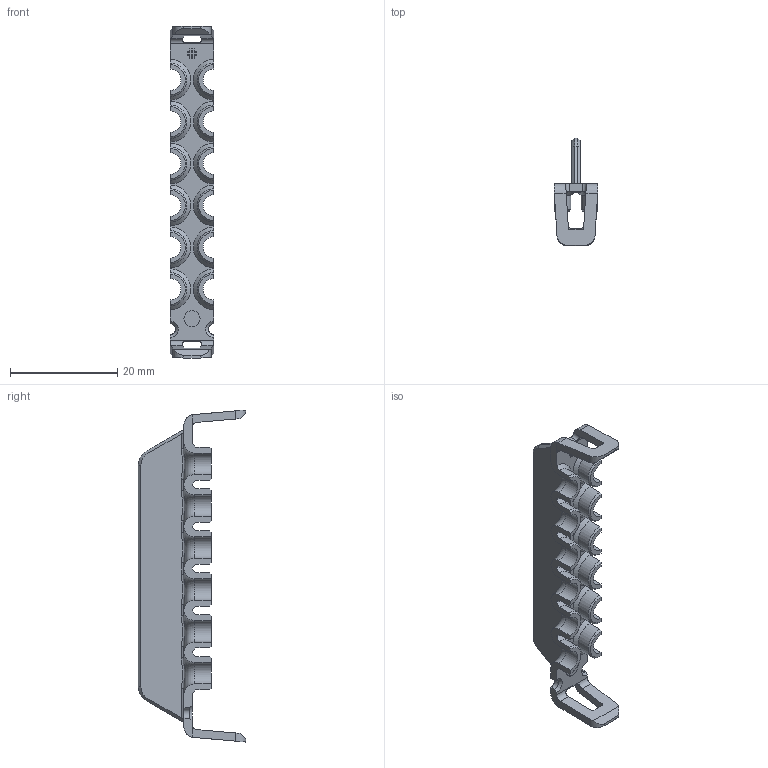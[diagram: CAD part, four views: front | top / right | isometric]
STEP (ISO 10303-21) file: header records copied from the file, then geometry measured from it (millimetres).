
FILE_DESCRIPTION((''),'2;1');
FILE_NAME('SC38-2000A-B003_NCF_ASM','2023-10-12T15:10:30',('20077268'),(''),'CREO PARAMETRIC BY PTC INC, 2017110','CREO PARAMETRIC BY PTC INC, 2017110','');
FILE_SCHEMA(('CONFIG_CONTROL_DESIGN'));
Length unit declared in the file: millimetre
Products named in the file (2): PC38-2000A-B003_NCF; SC38-2000A-B003_NCF_ASM
Assembly tree (1 placements, depth 2):
  SC38-2000A-B003_NCF_ASM
    PC38-2000A-B003_NCF
Bounding box: 8.1 x 20 x 61.81 mm (x, y, z)
Volume: 1676.7 mm3; surface area: 2795.9 mm2
Topology: 1 solids, 1 shells, 223 faces, 630 edges, 408 vertices
Faces by surface type: plane 107, cylinder 62, cone 30, torus 12, bspline 12
Entity records: 8759 total; most frequent: CARTESIAN_POINT 2986, ORIENTED_EDGE 1260, DIRECTION 1138, EDGE_CURVE 630, VERTEX_POINT 408, AXIS2_PLACEMENT_3D 380, VECTOR 378, LINE 378
